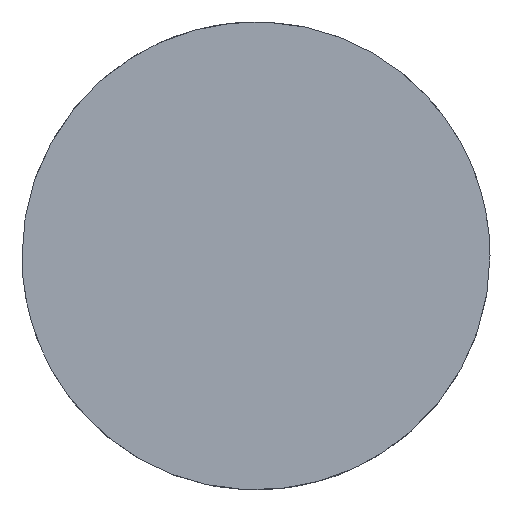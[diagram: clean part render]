
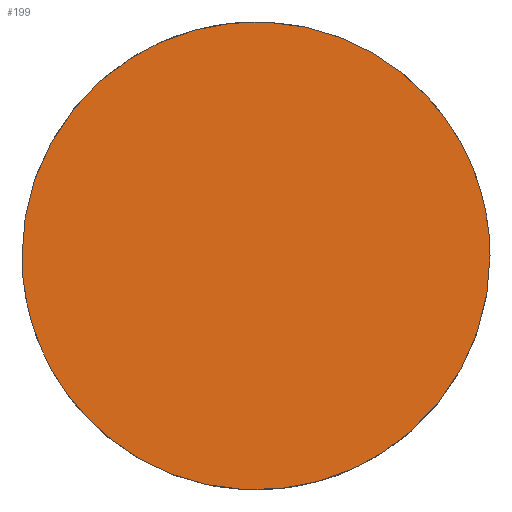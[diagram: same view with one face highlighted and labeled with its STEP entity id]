
A CAD part, top view. The second image highlights one B-rep face of the part: STEP entity #199.
In plain terms, the highlighted planar face has unit normal (0.067, 0, 0.998).
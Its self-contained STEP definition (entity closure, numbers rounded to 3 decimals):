
#15 = CARTESIAN_POINT ( 'NONE',  ( 12.5, 25., 3. ) ) ;
#20 = CARTESIAN_POINT ( 'NONE',  ( 12.5, 0., 3. ) ) ;
#56 = VERTEX_POINT ( 'NONE', #141 ) ;
#62 = AXIS2_PLACEMENT_3D ( 'NONE', #109, #238, #165 ) ;
#72 =( BOUNDED_CURVE ( )  B_SPLINE_CURVE ( 3, ( #111, #239, #167, #113 ),
 .UNSPECIFIED., .F., .T. ) 
 B_SPLINE_CURVE_WITH_KNOTS ( ( 4, 4 ),
 ( 0., 3.142 ),
 .UNSPECIFIED. ) 
 CURVE ( )  GEOMETRIC_REPRESENTATION_ITEM ( )  RATIONAL_B_SPLINE_CURVE ( ( 1., 0.333, 0.333, 1. ) ) 
 REPRESENTATION_ITEM ( '' )  );
#82 = ORIENTED_EDGE ( 'NONE', *, *, #198, .F. ) ;
#90 = CARTESIAN_POINT ( 'NONE',  ( -12.5, 0., 4.687 ) ) ;
#109 = CARTESIAN_POINT ( 'NONE',  ( 12.5, -25., 3. ) ) ;
#111 = CARTESIAN_POINT ( 'NONE',  ( 12.5, 0., 3. ) ) ;
#113 = CARTESIAN_POINT ( 'NONE',  ( -12.5, 0., 4.687 ) ) ;
#122 = VERTEX_POINT ( 'NONE', #219 ) ;
#130 = PLANE ( 'NONE',  #62 ) ;
#135 =( BOUNDED_CURVE ( )  B_SPLINE_CURVE ( 3, ( #90, #237, #15, #20 ),
 .UNSPECIFIED., .F., .T. ) 
 B_SPLINE_CURVE_WITH_KNOTS ( ( 4, 4 ),
 ( 3.142, 6.283 ),
 .UNSPECIFIED. ) 
 CURVE ( )  GEOMETRIC_REPRESENTATION_ITEM ( )  RATIONAL_B_SPLINE_CURVE ( ( 1., 0.333, 0.333, 1. ) ) 
 REPRESENTATION_ITEM ( '' )  );
#137 = FACE_OUTER_BOUND ( 'NONE', #188, .T. ) ;
#138 = ORIENTED_EDGE ( 'NONE', *, *, #245, .F. ) ;
#141 = CARTESIAN_POINT ( 'NONE',  ( 12.5, 0., 3. ) ) ;
#165 = DIRECTION ( 'NONE',  ( -0.998, 0., 0.067 ) ) ;
#167 = CARTESIAN_POINT ( 'NONE',  ( -12.5, -25., 4.687 ) ) ;
#188 = EDGE_LOOP ( 'NONE', ( #82, #138 ) ) ;
#198 = EDGE_CURVE ( 'NONE', #122, #56, #135, .T. ) ;
#199 = ADVANCED_FACE ( 'NONE', ( #137 ), #130, .F. ) ;
#219 = CARTESIAN_POINT ( 'NONE',  ( -12.5, 0., 4.687 ) ) ;
#237 = CARTESIAN_POINT ( 'NONE',  ( -12.5, 25., 4.687 ) ) ;
#238 = DIRECTION ( 'NONE',  ( -0.067, 0., -0.998 ) ) ;
#239 = CARTESIAN_POINT ( 'NONE',  ( 12.5, -25., 3. ) ) ;
#245 = EDGE_CURVE ( 'NONE', #56, #122, #72, .T. ) ;
